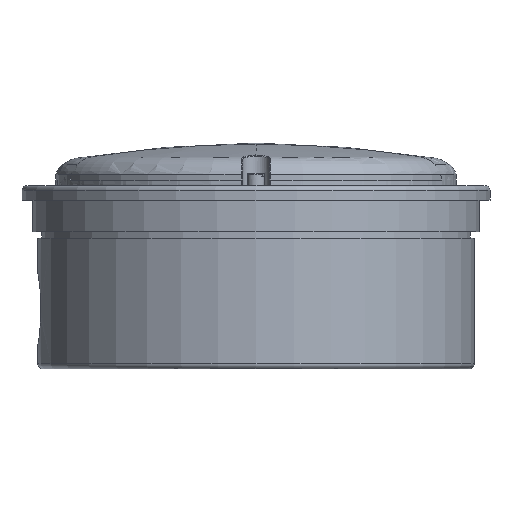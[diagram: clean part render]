
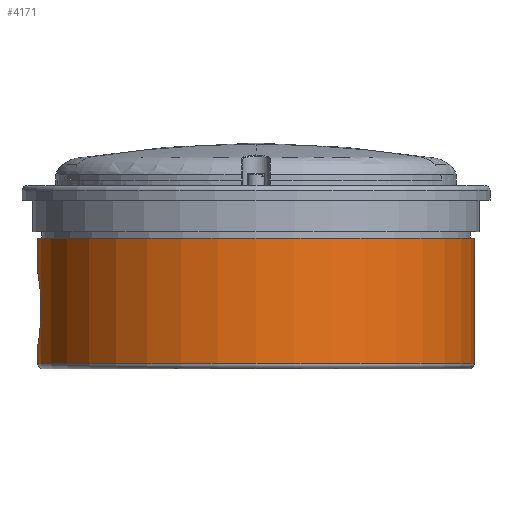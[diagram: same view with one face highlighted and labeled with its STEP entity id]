
A CAD part, front view. The second image highlights one B-rep face of the part: STEP entity #4171.
In plain terms, the highlighted cylindrical face has radius 55.88 mm (diameter 111.76 mm), a partial arc.
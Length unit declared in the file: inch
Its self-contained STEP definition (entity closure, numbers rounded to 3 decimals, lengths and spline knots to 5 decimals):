
#181 = VERTEX_POINT ( 'NONE', #11739 ) ;
#277 = CIRCLE ( 'NONE', #8760, 2.2 ) ;
#316 = CARTESIAN_POINT ( 'NONE',  ( 0., 0., -0.13326 ) ) ;
#343 = CARTESIAN_POINT ( 'NONE',  ( -2.17819, -0.3091, -1.04177 ) ) ;
#623 = VERTEX_POINT ( 'NONE', #17123 ) ;
#636 = CARTESIAN_POINT ( 'NONE',  ( -2.17731, -0.31523, -1.03164 ) ) ;
#859 = DIRECTION ( 'NONE',  ( 0., 0., 1. ) ) ;
#2038 = CARTESIAN_POINT ( 'NONE',  ( -2.198, -0.09452, -0.49946 ) ) ;
#2112 = CARTESIAN_POINT ( 'NONE',  ( -2.18093, -0.28934, -0.6283 ) ) ;
#2256 = CARTESIAN_POINT ( 'NONE',  ( -2.18292, -0.27417, -1.08952 ) ) ;
#2329 = CARTESIAN_POINT ( 'NONE',  ( -2.18976, -0.2122, -0.55489 ) ) ;
#2556 = CARTESIAN_POINT ( 'NONE',  ( -2.2, 0., -1.2122 ) ) ;
#2798 = EDGE_CURVE ( 'NONE', #20861, #15682, #18168, .T. ) ;
#3122 = CARTESIAN_POINT ( 'NONE',  ( -2.2, -0.00047, -0.48725 ) ) ;
#3192 = VECTOR ( 'NONE', #7493, 39.37008 ) ;
#3277 = DIRECTION ( 'NONE',  ( 0., 0., -1. ) ) ;
#3299 = ORIENTED_EDGE ( 'NONE', *, *, #5810, .T. ) ;
#3701 = DIRECTION ( 'NONE',  ( 0., 0., -1. ) ) ;
#3766 = CARTESIAN_POINT ( 'NONE',  ( -2.19809, -0.09459, -1.20057 ) ) ;
#3918 = CARTESIAN_POINT ( 'NONE',  ( -2.17485, -0.33171, -0.99982 ) ) ;
#3997 = CARTESIAN_POINT ( 'NONE',  ( -2.1925, -0.18257, -0.53519 ) ) ;
#4068 = CARTESIAN_POINT ( 'NONE',  ( -2.17561, -0.32675, -0.68921 ) ) ;
#4171 = ADVANCED_FACE ( 'NONE', ( #18041 ), #15071, .T. ) ;
#4278 = CARTESIAN_POINT ( 'NONE',  ( -2.1999, -0.02386, -1.21162 ) ) ;
#4542 = CARTESIAN_POINT ( 'NONE',  ( -2.2, -0.00047, -0.48725 ) ) ;
#4798 = VECTOR ( 'NONE', #6714, 39.37008 ) ;
#5472 = CARTESIAN_POINT ( 'NONE',  ( -2.1916, -0.19236, -1.15776 ) ) ;
#5621 = CARTESIAN_POINT ( 'NONE',  ( -2.18887, -0.22189, -1.13813 ) ) ;
#5700 = CARTESIAN_POINT ( 'NONE',  ( -2.19698, -0.11725, -1.19373 ) ) ;
#5810 = EDGE_CURVE ( 'NONE', #623, #20861, #16828, .T. ) ;
#5822 = CARTESIAN_POINT ( 'NONE',  ( -2.2, 0., -1.40233 ) ) ;
#6714 = DIRECTION ( 'NONE',  ( 0., 0., -1. ) ) ;
#7280 = CARTESIAN_POINT ( 'NONE',  ( -2.1712, -0.35484, -0.76728 ) ) ;
#7356 = CARTESIAN_POINT ( 'NONE',  ( -2.19247, -0.18217, -1.16383 ) ) ;
#7432 = CARTESIAN_POINT ( 'NONE',  ( -2.17006, -0.36178, -0.89761 ) ) ;
#7493 = DIRECTION ( 'NONE',  ( 0., 0., -1. ) ) ;
#7502 = CARTESIAN_POINT ( 'NONE',  ( -2.17004, -0.36187, -0.80245 ) ) ;
#8760 = AXIS2_PLACEMENT_3D ( 'NONE', #316, #19182, #8995 ) ;
#8945 = CARTESIAN_POINT ( 'NONE',  ( -2.1716, -0.35241, -0.94419 ) ) ;
#8995 = DIRECTION ( 'NONE',  ( -1., 0., 0. ) ) ;
#9096 = CARTESIAN_POINT ( 'NONE',  ( -2.19412, -0.16111, -1.17504 ) ) ;
#9175 = CARTESIAN_POINT ( 'NONE',  ( -2.19999, -0.02451, -0.48728 ) ) ;
#9237 = CARTESIAN_POINT ( 'NONE',  ( -2.17272, -0.34548, -0.96684 ) ) ;
#9624 = VERTEX_POINT ( 'NONE', #17595 ) ;
#9872 = ORIENTED_EDGE ( 'NONE', *, *, #2798, .T. ) ;
#10095 = CARTESIAN_POINT ( 'NONE',  ( -2.2, -0.00024, -0.48725 ) ) ;
#10176 = CARTESIAN_POINT ( 'NONE',  ( -2.2, -0.0004, -0.48725 ) ) ;
#10368 = EDGE_LOOP ( 'NONE', ( #11038, #11942, #3299, #9872, #16355, #21493, #12281 ) ) ;
#10594 = CARTESIAN_POINT ( 'NONE',  ( -2.2, -0.00047, -0.48725 ) ) ;
#10745 = CIRCLE ( 'NONE', #18185, 2.2 ) ;
#10749 = CARTESIAN_POINT ( 'NONE',  ( -2.19416, -0.1617, -0.52406 ) ) ;
#10891 = CARTESIAN_POINT ( 'NONE',  ( -2.16965, -0.36418, -0.82603 ) ) ;
#11038 = ORIENTED_EDGE ( 'NONE', *, *, #15834, .F. ) ;
#11042 = CARTESIAN_POINT ( 'NONE',  ( -2.2, -0.01193, -1.21221 ) ) ;
#11106 = CARTESIAN_POINT ( 'NONE',  ( 0., 0., -1.40233 ) ) ;
#11134 = VERTEX_POINT ( 'NONE', #16817 ) ;
#11430 = EDGE_CURVE ( 'NONE', #181, #16705, #15509, .T. ) ;
#11739 = CARTESIAN_POINT ( 'NONE',  ( -2.2, 0., -1.2122 ) ) ;
#11859 = CARTESIAN_POINT ( 'NONE',  ( 0., 0., -1.45233 ) ) ;
#11942 = ORIENTED_EDGE ( 'NONE', *, *, #21694, .T. ) ;
#12281 = ORIENTED_EDGE ( 'NONE', *, *, #21534, .T. ) ;
#12370 = CARTESIAN_POINT ( 'NONE',  ( -2.19846, -0.083, -0.49659 ) ) ;
#12433 = CARTESIAN_POINT ( 'NONE',  ( -2.18881, -0.22184, -0.562 ) ) ;
#12501 = CARTESIAN_POINT ( 'NONE',  ( -2.18094, -0.2893, -1.07118 ) ) ;
#13144 = VECTOR ( 'NONE', #3277, 39.37008 ) ;
#13742 = CARTESIAN_POINT ( 'NONE',  ( -2.2, 0., -1.45233 ) ) ;
#13991 = CARTESIAN_POINT ( 'NONE',  ( -2.18691, -0.24024, -1.1232 ) ) ;
#14063 = CARTESIAN_POINT ( 'NONE',  ( -2.19626, -0.12871, -0.51043 ) ) ;
#14143 = CARTESIAN_POINT ( 'NONE',  ( -2.17279, -0.34494, -0.73286 ) ) ;
#14225 = CARTESIAN_POINT ( 'NONE',  ( -2.19489, -0.15022, -1.18015 ) ) ;
#14284 = B_SPLINE_CURVE_WITH_KNOTS ( 'NONE', 3,
 ( #10594, #9175, #20905, #12370, #2038, #21051, #14063, #10749, #3997, #2329, #12433, #20979, #17437, #14295, #2112, #17727, #15790, #4068, #17501, #14143, #19212, #7280, #7502, #10891, #16001, #7432, #8945, #9237, #3918, #15863, #636, #343, #12501, #2256, #13991, #5621, #5472, #7356, #9096, #14225, #5700, #3766, #15720, #14520, #4278, #11042, #2556 ),
 .UNSPECIFIED., .F., .F.,
 ( 4, 2, 2, 2, 2, 2, 2, 2, 2, 1, 2, 2, 2, 2, 2, 2, 2, 2, 2, 2, 2, 2, 2, 4 ),
 ( 0.00001, 0.00184, 0.00276, 0.00368, 0.00551, 0.00642, 0.00734, 0.00917, 0.01009, 0.011, 0.01192, 0.01283, 0.01466, 0.0165, 0.01833, 0.01924, 0.02016, 0.02199, 0.02382, 0.02474, 0.02565, 0.02749, 0.0284, 0.02932 ),
 .UNSPECIFIED. ) ;
#14295 = CARTESIAN_POINT ( 'NONE',  ( -2.1829, -0.27427, -0.61009 ) ) ;
#14520 = CARTESIAN_POINT ( 'NONE',  ( -2.19951, -0.04773, -1.20928 ) ) ;
#15071 = CYLINDRICAL_SURFACE ( 'NONE', #21668, 2.2 ) ;
#15226 = CARTESIAN_POINT ( 'NONE',  ( -2.2, -0.00008, -0.48725 ) ) ;
#15302 = CARTESIAN_POINT ( 'NONE',  ( -2.2, 0., -0.48725 ) ) ;
#15509 = LINE ( 'NONE', #13742, #4798 ) ;
#15652 = DIRECTION ( 'NONE',  ( -1., 0., 0. ) ) ;
#15682 = VERTEX_POINT ( 'NONE', #4542 ) ;
#15720 = CARTESIAN_POINT ( 'NONE',  ( -2.19922, -0.05961, -1.20752 ) ) ;
#15790 = CARTESIAN_POINT ( 'NONE',  ( -2.17727, -0.31551, -0.6683 ) ) ;
#15834 = EDGE_CURVE ( 'NONE', #11134, #9624, #17443, .T. ) ;
#15863 = CARTESIAN_POINT ( 'NONE',  ( -2.17564, -0.32653, -1.01069 ) ) ;
#16001 = CARTESIAN_POINT ( 'NONE',  ( -2.16965, -0.36418, -0.8735 ) ) ;
#16355 = ORIENTED_EDGE ( 'NONE', *, *, #20619, .T. ) ;
#16705 = VERTEX_POINT ( 'NONE', #5822 ) ;
#16817 = CARTESIAN_POINT ( 'NONE',  ( 2.2, 0., -0.13326 ) ) ;
#16828 = LINE ( 'NONE', #17720, #3192 ) ;
#16892 = CARTESIAN_POINT ( 'NONE',  ( -2.2, 0., -0.48725 ) ) ;
#17102 = CARTESIAN_POINT ( 'NONE',  ( 2.2, 0., -1.45233 ) ) ;
#17123 = CARTESIAN_POINT ( 'NONE',  ( -2.2, 0., -0.13326 ) ) ;
#17437 = CARTESIAN_POINT ( 'NONE',  ( -2.18586, -0.24914, -0.58507 ) ) ;
#17443 = LINE ( 'NONE', #17102, #13144 ) ;
#17501 = CARTESIAN_POINT ( 'NONE',  ( -2.17406, -0.33691, -0.71058 ) ) ;
#17595 = CARTESIAN_POINT ( 'NONE',  ( 2.2, 0., -1.40233 ) ) ;
#17720 = CARTESIAN_POINT ( 'NONE',  ( -2.2, 0., -1.45233 ) ) ;
#17727 = CARTESIAN_POINT ( 'NONE',  ( -2.17816, -0.30932, -0.65802 ) ) ;
#18041 = FACE_OUTER_BOUND ( 'NONE', #10368, .T. ) ;
#18168 = B_SPLINE_CURVE_WITH_KNOTS ( 'NONE', 3,
 ( #15302, #15226, #10095, #10176, #3122 ),
 .UNSPECIFIED., .F., .F.,
 ( 4, 1, 4 ),
 ( 0., 0.00001, 0.00001 ),
 .UNSPECIFIED. ) ;
#18185 = AXIS2_PLACEMENT_3D ( 'NONE', #11106, #859, #21335 ) ;
#19182 = DIRECTION ( 'NONE',  ( 0., 0., -1. ) ) ;
#19212 = CARTESIAN_POINT ( 'NONE',  ( -2.17168, -0.35189, -0.7556 ) ) ;
#20619 = EDGE_CURVE ( 'NONE', #15682, #181, #14284, .T. ) ;
#20861 = VERTEX_POINT ( 'NONE', #16892 ) ;
#20905 = CARTESIAN_POINT ( 'NONE',  ( -2.1996, -0.04814, -0.48965 ) ) ;
#20979 = CARTESIAN_POINT ( 'NONE',  ( -2.18685, -0.24033, -0.57711 ) ) ;
#21051 = CARTESIAN_POINT ( 'NONE',  ( -2.1969, -0.11737, -0.50637 ) ) ;
#21335 = DIRECTION ( 'NONE',  ( 1., 0., 0. ) ) ;
#21493 = ORIENTED_EDGE ( 'NONE', *, *, #11430, .T. ) ;
#21534 = EDGE_CURVE ( 'NONE', #16705, #9624, #10745, .T. ) ;
#21668 = AXIS2_PLACEMENT_3D ( 'NONE', #11859, #3701, #15652 ) ;
#21694 = EDGE_CURVE ( 'NONE', #11134, #623, #277, .T. ) ;
